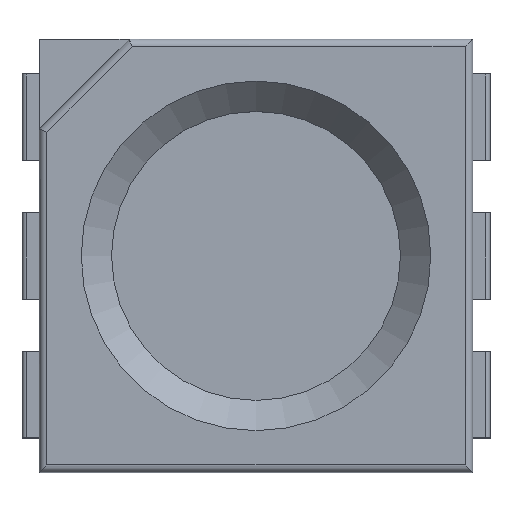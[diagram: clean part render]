
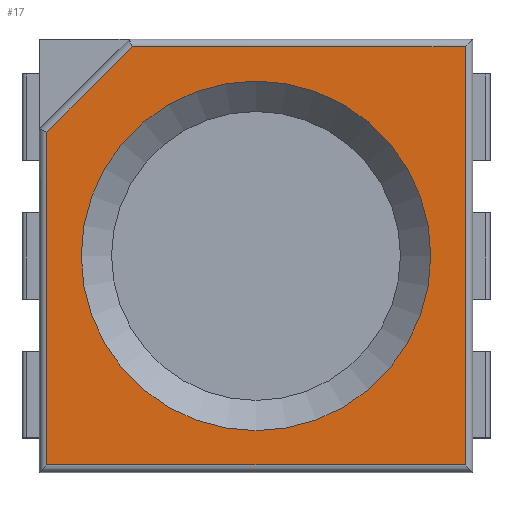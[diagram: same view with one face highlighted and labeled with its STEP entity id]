
A CAD part, top view. The second image highlights one B-rep face of the part: STEP entity #17.
In plain terms, the highlighted planar face has unit normal (0, 0, 1).
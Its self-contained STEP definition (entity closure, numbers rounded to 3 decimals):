
#13=DIRECTION('',(0.,0.,1.));
#17=ADVANCED_FACE('',(#18,#29),#70,.T.);
#18=FACE_BOUND('',#19,.T.);
#19=EDGE_LOOP('',(#20));
#20=ORIENTED_EDGE('',*,*,#21,.T.);
#21=EDGE_CURVE('',#22,#22,#24,.T.);
#22=VERTEX_POINT('',#23);
#23=CARTESIAN_POINT('',(2.017,0.,1.85));
#24=CIRCLE('',#25,2.017);
#25=AXIS2_PLACEMENT_3D('',#26,#27,#28);
#26=CARTESIAN_POINT('',(0.,0.,1.85));
#27=DIRECTION('',(0.,0.,-1.));
#28=DIRECTION('',(1.,0.,0.));
#29=FACE_BOUND('',#30,.T.);
#30=EDGE_LOOP('',(#31,#41,#49,#56,#64));
#31=ORIENTED_EDGE('',*,*,#32,.T.);
#32=EDGE_CURVE('',#33,#35,#37,.T.);
#33=VERTEX_POINT('',#34);
#34=CARTESIAN_POINT('',(-1.428,2.413,1.85));
#35=VERTEX_POINT('',#36);
#36=CARTESIAN_POINT('',(-2.413,1.428,1.85));
#37=LINE('',#38,#39);
#38=CARTESIAN_POINT('',(-1.403,2.438,1.85));
#39=VECTOR('',#40,1.);
#40=DIRECTION('',(-0.707,-0.707,0.));
#41=ORIENTED_EDGE('',*,*,#42,.T.);
#42=EDGE_CURVE('',#35,#43,#45,.T.);
#43=VERTEX_POINT('',#44);
#44=CARTESIAN_POINT('',(-2.413,-2.413,1.85));
#45=LINE('',#46,#47);
#46=CARTESIAN_POINT('',(-2.413,1.464,1.85));
#47=VECTOR('',#48,1.);
#48=DIRECTION('',(0.,-1.,0.));
#49=ORIENTED_EDGE('',*,*,#50,.T.);
#50=EDGE_CURVE('',#43,#51,#53,.T.);
#51=VERTEX_POINT('',#52);
#52=CARTESIAN_POINT('',(2.413,-2.413,1.85));
#53=LINE('',#54,#55);
#54=CARTESIAN_POINT('',(-2.5,-2.413,1.85));
#55=VECTOR('',#28,1.);
#56=ORIENTED_EDGE('',*,*,#57,.T.);
#57=EDGE_CURVE('',#51,#58,#60,.T.);
#58=VERTEX_POINT('',#59);
#59=CARTESIAN_POINT('',(2.413,2.413,1.85));
#60=LINE('',#61,#62);
#61=CARTESIAN_POINT('',(2.413,-2.5,1.85));
#62=VECTOR('',#63,1.);
#63=DIRECTION('',(0.,1.,0.));
#64=ORIENTED_EDGE('',*,*,#65,.T.);
#65=EDGE_CURVE('',#58,#33,#66,.T.);
#66=LINE('',#67,#68);
#67=CARTESIAN_POINT('',(2.5,2.413,1.85));
#68=VECTOR('',#69,1.);
#69=DIRECTION('',(-1.,0.,0.));
#70=PLANE('',#71);
#71=AXIS2_PLACEMENT_3D('',#26,#13,#28);
